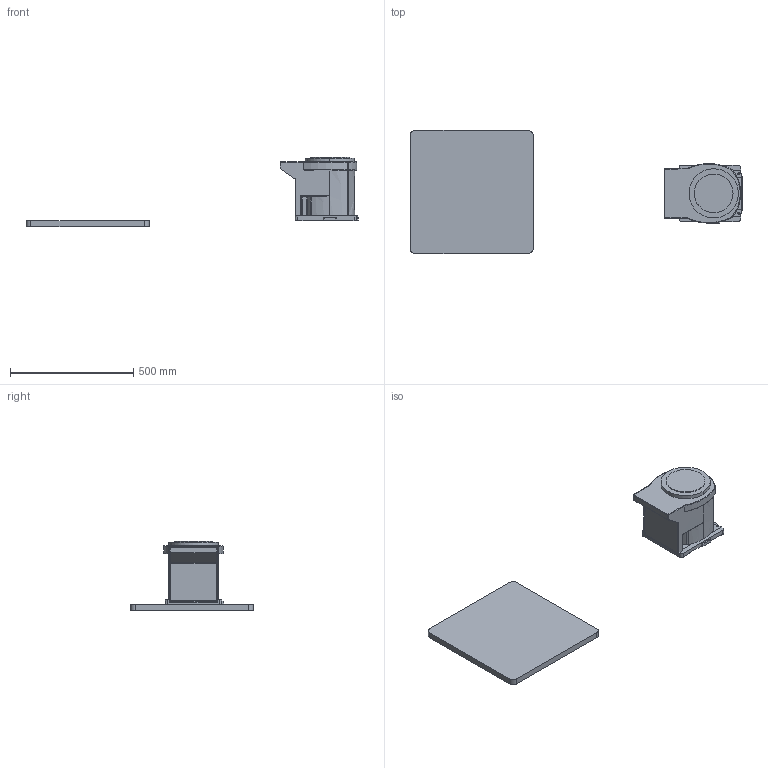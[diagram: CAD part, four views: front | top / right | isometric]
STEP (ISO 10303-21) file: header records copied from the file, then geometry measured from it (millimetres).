
FILE_DESCRIPTION(('FreeCAD Model'),'2;1');
FILE_NAME('Open CASCADE Shape Model','2021-11-09T21:18:14',('Author'),( ''),'Open CASCADE STEP processor 7.4','FreeCAD','Unknown');
FILE_SCHEMA(('CONFIG_CONTROL_DESIGN','SHAPE_APPEARANCE_LAYER_MIM'));
Length unit declared in the file: millimetre
Products named in the file (1): Compound007
Bounding box: 1348 x 500 x 282 mm (x, y, z)
Volume: 14483701.3 mm3; surface area: 1120806.4 mm2
Topology: 3 solids, 3 shells, 169 faces, 450 edges, 289 vertices
Faces by surface type: bspline 159, plane 6, cylinder 4
Entity records: 41282 total; most frequent: CARTESIAN_POINT 32354, DIRECTION 957, ORIENTED_EDGE 900, PCURVE 900, DEFINITIONAL_REPRESENTATION 900, LINE 743, VECTOR 743, B_SPLINE_CURVE_WITH_KNOTS 506
